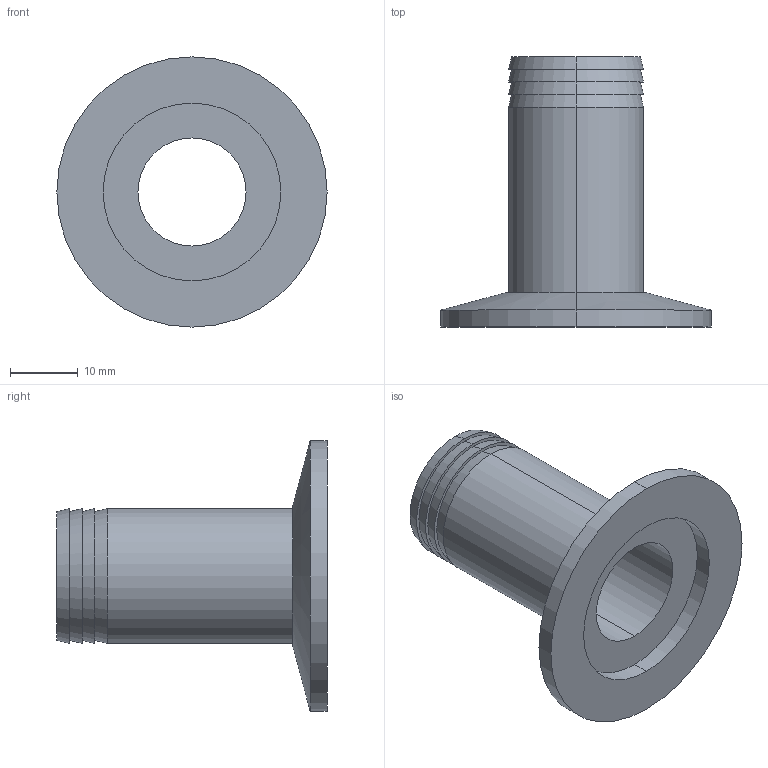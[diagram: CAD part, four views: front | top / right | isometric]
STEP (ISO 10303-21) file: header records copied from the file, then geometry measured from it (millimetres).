
FILE_DESCRIPTION (( 'STEP AP214' ), '1' );
FILE_NAME ('Hositrad_KF25-HN20.STEP', '2017-05-30T09:43:28', ( 'Gebruiker' ), ( '' ), 'SwSTEP 2.0', 'SolidWorks 2017', '' );
FILE_SCHEMA (( 'AUTOMOTIVE_DESIGN' ));
Length unit declared in the file: millimetre
Products named in the file (1): Hositrad_KF25-HN20
Bounding box: 40 x 40 x 40 mm (x, y, z)
Volume: 7031 mm3; surface area: 6807.9 mm2
Topology: 1 solids, 1 shells, 25 faces, 50 edges, 32 vertices
Faces by surface type: cone 10, cylinder 8, plane 7
Entity records: 702 total; most frequent: DIRECTION 134, CARTESIAN_POINT 108, ORIENTED_EDGE 100, AXIS2_PLACEMENT_3D 58, EDGE_CURVE 50, CIRCLE 32, VERTEX_POINT 32, EDGE_LOOP 32
